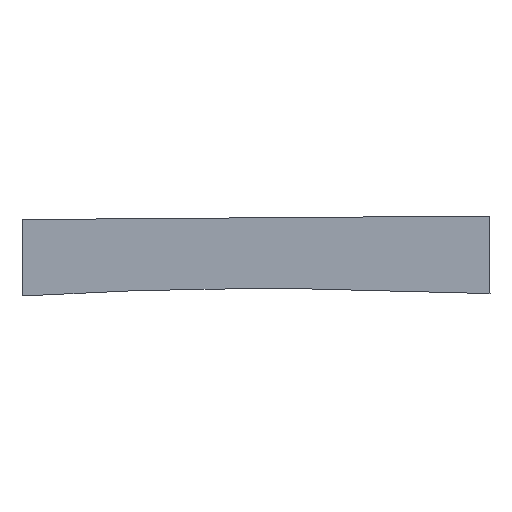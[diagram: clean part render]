
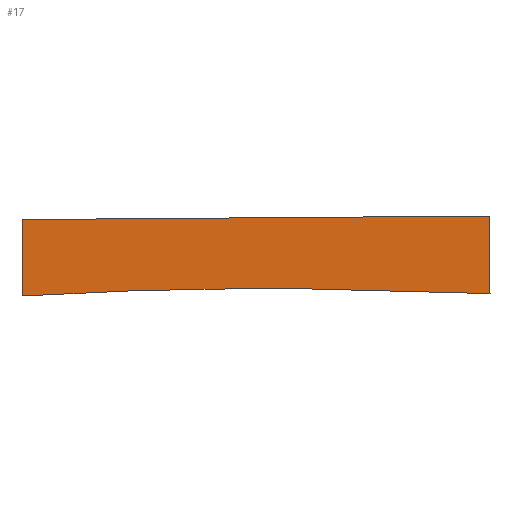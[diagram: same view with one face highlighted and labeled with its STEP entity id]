
A CAD part, top view. The second image highlights one B-rep face of the part: STEP entity #17.
In plain terms, the highlighted planar face has unit normal (-0.004, 0, 1).
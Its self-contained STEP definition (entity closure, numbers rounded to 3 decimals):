
#17 = ADVANCED_FACE('',(#18),#32,.T.);
#18 = FACE_BOUND('',#19,.F.);
#19 = EDGE_LOOP('',(#20,#43,#59,#75,#91,#113));
#20 = ORIENTED_EDGE('',*,*,#21,.T.);
#21 = EDGE_CURVE('',#22,#24,#26,.T.);
#22 = VERTEX_POINT('',#23);
#23 = CARTESIAN_POINT('',(-22.28,4.432,
    -0.077));
#24 = VERTEX_POINT('',#25);
#25 = CARTESIAN_POINT('',(21.386,4.759,
    0.078));
#26 = SURFACE_CURVE('',#27,(#31),.PCURVE_S1.);
#27 = LINE('',#28,#29);
#28 = CARTESIAN_POINT('',(-22.28,4.432,
    -0.077));
#29 = VECTOR('',#30,1.);
#30 = DIRECTION('',(1.,0.007,0.004)
  );
#31 = PCURVE('',#32,#37);
#32 = PLANE('',#33);
#33 = AXIS2_PLACEMENT_3D('',#34,#35,#36);
#34 = CARTESIAN_POINT('',(-22.548,4.503,
    -0.078));
#35 = DIRECTION('',(-0.004,0.,
    1.));
#36 = DIRECTION('',(0.007,-1.,
    0.));
#37 = DEFINITIONAL_REPRESENTATION('',(#38),#42);
#38 = LINE('',#39,#40);
#39 = CARTESIAN_POINT('',(0.073,0.267));
#40 = VECTOR('',#41,1.);
#41 = DIRECTION('',(0.,1.));
#42 = ( GEOMETRIC_REPRESENTATION_CONTEXT(2) 
PARAMETRIC_REPRESENTATION_CONTEXT() REPRESENTATION_CONTEXT('2D SPACE',''
  ) );
#43 = ORIENTED_EDGE('',*,*,#44,.T.);
#44 = EDGE_CURVE('',#24,#45,#47,.T.);
#45 = VERTEX_POINT('',#46);
#46 = CARTESIAN_POINT('',(21.44,-2.483,
    0.075));
#47 = SURFACE_CURVE('',#48,(#52),.PCURVE_S1.);
#48 = LINE('',#49,#50);
#49 = CARTESIAN_POINT('',(21.386,4.759,
    0.078));
#50 = VECTOR('',#51,1.);
#51 = DIRECTION('',(0.007,-1.,
    0.));
#52 = PCURVE('',#32,#53);
#53 = DEFINITIONAL_REPRESENTATION('',(#54),#58);
#54 = LINE('',#55,#56);
#55 = CARTESIAN_POINT('',(0.073,43.935));
#56 = VECTOR('',#57,1.);
#57 = DIRECTION('',(1.,0.));
#58 = ( GEOMETRIC_REPRESENTATION_CONTEXT(2) 
PARAMETRIC_REPRESENTATION_CONTEXT() REPRESENTATION_CONTEXT('2D SPACE',''
  ) );
#59 = ORIENTED_EDGE('',*,*,#60,.T.);
#60 = EDGE_CURVE('',#45,#61,#63,.T.);
#61 = VERTEX_POINT('',#62);
#62 = CARTESIAN_POINT('',(2.443,-1.994,
    0.008));
#63 = SURFACE_CURVE('',#64,(#68),.PCURVE_S1.);
#64 = LINE('',#65,#66);
#65 = CARTESIAN_POINT('',(21.44,-2.483,
    0.075));
#66 = VECTOR('',#67,1.);
#67 = DIRECTION('',(-1.,0.026,
    -0.004));
#68 = PCURVE('',#32,#69);
#69 = DEFINITIONAL_REPRESENTATION('',(#70),#74);
#70 = LINE('',#71,#72);
#71 = CARTESIAN_POINT('',(7.315,43.935));
#72 = VECTOR('',#73,1.);
#73 = DIRECTION('',(-0.033,-0.999));
#74 = ( GEOMETRIC_REPRESENTATION_CONTEXT(2) 
PARAMETRIC_REPRESENTATION_CONTEXT() REPRESENTATION_CONTEXT('2D SPACE',''
  ) );
#75 = ORIENTED_EDGE('',*,*,#76,.T.);
#76 = EDGE_CURVE('',#61,#77,#79,.T.);
#77 = VERTEX_POINT('',#78);
#78 = CARTESIAN_POINT('',(-0.762,-2.009,
    -0.004));
#79 = SURFACE_CURVE('',#80,(#84),.PCURVE_S1.);
#80 = LINE('',#81,#82);
#81 = CARTESIAN_POINT('',(2.443,-1.994,
    0.008));
#82 = VECTOR('',#83,1.);
#83 = DIRECTION('',(-1.,-0.005,
    -0.004));
#84 = PCURVE('',#32,#85);
#85 = DEFINITIONAL_REPRESENTATION('',(#86),#90);
#86 = LINE('',#87,#88);
#87 = CARTESIAN_POINT('',(6.684,24.942));
#88 = VECTOR('',#89,1.);
#89 = DIRECTION('',(-0.003,-1.));
#90 = ( GEOMETRIC_REPRESENTATION_CONTEXT(2) 
PARAMETRIC_REPRESENTATION_CONTEXT() REPRESENTATION_CONTEXT('2D SPACE',''
  ) );
#91 = ORIENTED_EDGE('',*,*,#92,.T.);
#92 = EDGE_CURVE('',#77,#93,#95,.T.);
#93 = VERTEX_POINT('',#94);
#94 = CARTESIAN_POINT('',(-22.227,-2.705,
    -0.08));
#95 = SURFACE_CURVE('',#96,(#103),.PCURVE_S1.);
#96 = B_SPLINE_CURVE_WITH_KNOTS('',3,(#97,#98,#99,#100,#101,#102),
  .UNSPECIFIED.,.F.,.F.,(4,1,1,4),(0.,0.333,0.667,1.),
  .UNSPECIFIED.);
#97 = CARTESIAN_POINT('',(-0.762,-2.009,
    -0.004));
#98 = CARTESIAN_POINT('',(-3.134,-2.019,
    -0.012));
#99 = CARTESIAN_POINT('',(-7.886,-2.082,
    -0.029));
#100 = CARTESIAN_POINT('',(-15.033,-2.308,
    -0.054));
#101 = CARTESIAN_POINT('',(-19.825,-2.557,
    -0.071));
#102 = CARTESIAN_POINT('',(-22.227,-2.705,
    -0.08));
#103 = PCURVE('',#32,#104);
#104 = DEFINITIONAL_REPRESENTATION('',(#105),#112);
#105 = B_SPLINE_CURVE_WITH_KNOTS('',3,(#106,#107,#108,#109,#110,#111),
  .UNSPECIFIED.,.F.,.F.,(4,1,1,4),(0.,0.333,0.667,1.),
  .UNSPECIFIED.);
#106 = CARTESIAN_POINT('',(6.675,21.736));
#107 = CARTESIAN_POINT('',(6.667,19.365));
#108 = CARTESIAN_POINT('',(6.695,14.612));
#109 = CARTESIAN_POINT('',(6.867,7.464));
#110 = CARTESIAN_POINT('',(7.08,2.67));
#111 = CARTESIAN_POINT('',(7.211,0.267));
#112 = ( GEOMETRIC_REPRESENTATION_CONTEXT(2) 
PARAMETRIC_REPRESENTATION_CONTEXT() REPRESENTATION_CONTEXT('2D SPACE',''
  ) );
#113 = ORIENTED_EDGE('',*,*,#114,.T.);
#114 = EDGE_CURVE('',#93,#22,#115,.T.);
#115 = SURFACE_CURVE('',#116,(#120),.PCURVE_S1.);
#116 = LINE('',#117,#118);
#117 = CARTESIAN_POINT('',(-22.227,-2.705,
    -0.08));
#118 = VECTOR('',#119,1.);
#119 = DIRECTION('',(-0.007,1.,
    0.));
#120 = PCURVE('',#32,#121);
#121 = DEFINITIONAL_REPRESENTATION('',(#122),#126);
#122 = LINE('',#123,#124);
#123 = CARTESIAN_POINT('',(7.211,0.267));
#124 = VECTOR('',#125,1.);
#125 = DIRECTION('',(-1.,0.));
#126 = ( GEOMETRIC_REPRESENTATION_CONTEXT(2) 
PARAMETRIC_REPRESENTATION_CONTEXT() REPRESENTATION_CONTEXT('2D SPACE',''
  ) );
